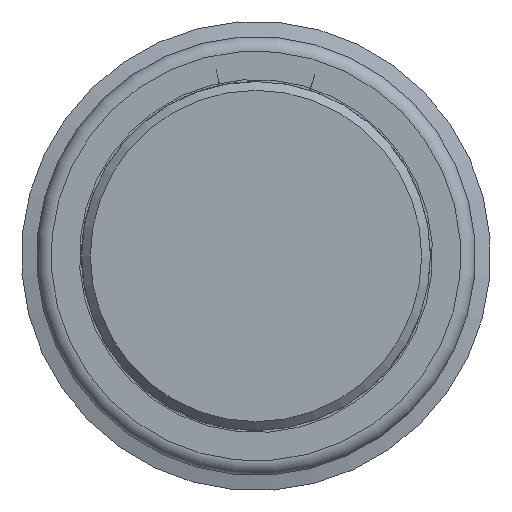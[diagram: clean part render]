
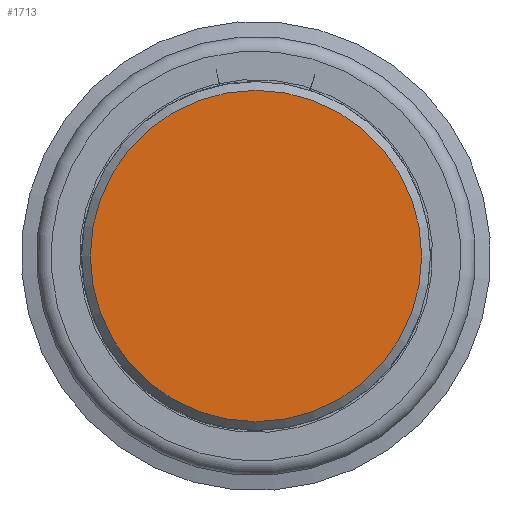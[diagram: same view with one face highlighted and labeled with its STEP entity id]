
A CAD part, left-side view. The second image highlights one B-rep face of the part: STEP entity #1713.
In plain terms, the highlighted planar face has unit normal (-1, 0, 0).
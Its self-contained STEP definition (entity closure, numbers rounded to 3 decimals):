
#1697=CARTESIAN_POINT('',(0.,5.35,0.0));
#1698=DIRECTION('',(-1.0,0.0,0.0));
#1699=DIRECTION('',(0.0,0.0,1.0));
#1700=AXIS2_PLACEMENT_3D('',#1697,#1698,#1699);
#1701=PLANE('',#1700);
#1702=CARTESIAN_POINT('',(0.,5.7,0.0));
#1703=VERTEX_POINT('',#1702);
#1704=CARTESIAN_POINT('',(0.0,0.0,0.0));
#1705=DIRECTION('',(1.0,0.0,0.0));
#1706=DIRECTION('',(0.0,1.0,0.0));
#1707=AXIS2_PLACEMENT_3D('',#1704,#1705,#1706);
#1708=CIRCLE('',#1707,5.7);
#1709=EDGE_CURVE('',#1703,#1703,#1708,.T.);
#1710=ORIENTED_EDGE('',*,*,#1709,.F.);
#1711=EDGE_LOOP('',(#1710));
#1712=FACE_OUTER_BOUND('',#1711,.T.);
#1713=ADVANCED_FACE('',(#1712),#1701,.T.);
